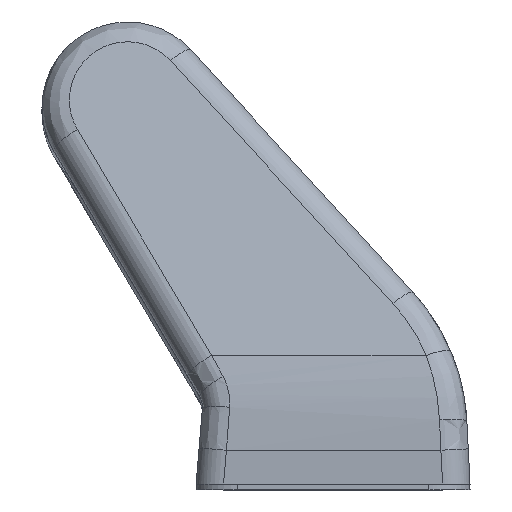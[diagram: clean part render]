
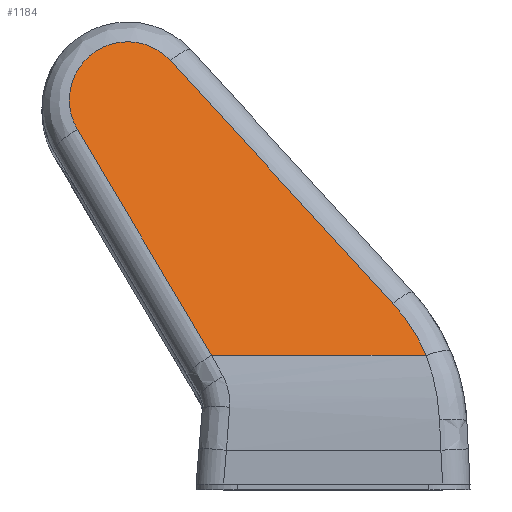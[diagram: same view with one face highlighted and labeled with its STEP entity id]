
A CAD part, top view. The second image highlights one B-rep face of the part: STEP entity #1184.
In plain terms, the highlighted face is planar.
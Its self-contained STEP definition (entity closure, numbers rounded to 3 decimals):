
#971 = EDGE_CURVE ( 'NONE', #972, #973, #3539, .T. ) ;
#972 = VERTEX_POINT ( 'NONE', #3549 ) ;
#973 = VERTEX_POINT ( 'NONE', #3548 ) ;
#979 = ORIENTED_EDGE ( 'NONE', *, *, #980, .T. ) ;
#980 = EDGE_CURVE ( 'NONE', #973, #981, #3525, .T. ) ;
#981 = VERTEX_POINT ( 'NONE', #3521 ) ;
#982 = ORIENTED_EDGE ( 'NONE', *, *, #983, .T. ) ;
#983 = EDGE_CURVE ( 'NONE', #981, #984, #3520, .T. ) ;
#984 = VERTEX_POINT ( 'NONE', #3516 ) ;
#985 = ORIENTED_EDGE ( 'NONE', *, *, #986, .T. ) ;
#986 = EDGE_CURVE ( 'NONE', #984, #987, #3513, .T. ) ;
#987 = VERTEX_POINT ( 'NONE', #3515 ) ;
#988 = ORIENTED_EDGE ( 'NONE', *, *, #1187, .T. ) ;
#1184 = ADVANCED_FACE ( 'NONE', ( #4050 ), #4049, .F. ) ;
#1185 = EDGE_LOOP ( 'NONE', ( #1186, #979, #982, #985, #988 ) ) ;
#1186 = ORIENTED_EDGE ( 'NONE', *, *, #971, .T. ) ;
#1187 = EDGE_CURVE ( 'NONE', #987, #972, #4139, .T. ) ;
#3454 = CARTESIAN_POINT ( 'NONE',  ( -4.144, 26.376, -8.752 ) ) ;
#3455 = CARTESIAN_POINT ( 'NONE',  ( -3.5, 24.141, -10.799 ) ) ;
#3456 = CARTESIAN_POINT ( 'NONE',  ( -2.763, 21.586, -12.428 ) ) ;
#3457 = CARTESIAN_POINT ( 'NONE',  ( -1.957, 18.787, -13.59 ) ) ;
#3513 =( BOUNDED_CURVE ( )  B_SPLINE_CURVE ( 3, ( #3457, #3456, #3455, #3454 ),
 .UNSPECIFIED., .F., .T. ) 
 B_SPLINE_CURVE_WITH_KNOTS ( ( 4, 4 ),
 ( 1.964, 2.312 ),
 .UNSPECIFIED. ) 
 CURVE ( )  GEOMETRIC_REPRESENTATION_ITEM ( )  RATIONAL_B_SPLINE_CURVE ( ( 1., 0.99, 0.99, 1. ) ) 
 REPRESENTATION_ITEM ( '' )  );
#3515 = CARTESIAN_POINT ( 'NONE',  ( -4.144, 26.376, -8.752 ) ) ;
#3516 = CARTESIAN_POINT ( 'NONE',  ( -1.957, 18.787, -13.59 ) ) ;
#3517 = DIRECTION ( 'NONE',  ( 0., 0., -1. ) ) ;
#3518 = VECTOR ( 'NONE', #3517, 1000. ) ;
#3519 = CARTESIAN_POINT ( 'NONE',  ( -1.957, 18.787, -19.269 ) ) ;
#3520 = LINE ( 'NONE', #3519, #3518 ) ;
#3521 = CARTESIAN_POINT ( 'NONE',  ( -1.957, 18.787, 17.721 ) ) ;
#3522 = DIRECTION ( 'NONE',  ( 0.241, -0.835, -0.496 ) ) ;
#3523 = VECTOR ( 'NONE', #3522, 1000. ) ;
#3524 = CARTESIAN_POINT ( 'NONE',  ( -2.59, 20.984, 19.025 ) ) ;
#3525 = LINE ( 'NONE', #3524, #3523 ) ;
#3535 = CARTESIAN_POINT ( 'NONE',  ( -11.465, 51.768, 37.308 ) ) ;
#3536 = CARTESIAN_POINT ( 'NONE',  ( -14.943, 63.832, 44.473 ) ) ;
#3537 = CARTESIAN_POINT ( 'NONE',  ( -17.354, 72.197, 33.208 ) ) ;
#3538 = CARTESIAN_POINT ( 'NONE',  ( -14.371, 61.849, 23.731 ) ) ;
#3539 =( BOUNDED_CURVE ( )  B_SPLINE_CURVE ( 3, ( #3538, #3537, #3536, #3535 ),
 .UNSPECIFIED., .F., .T. ) 
 B_SPLINE_CURVE_WITH_KNOTS ( ( 4, 4 ),
 ( 2.312, 5.248 ),
 .UNSPECIFIED. ) 
 CURVE ( )  GEOMETRIC_REPRESENTATION_ITEM ( )  RATIONAL_B_SPLINE_CURVE ( ( 1., 0.402, 0.402, 1. ) ) 
 REPRESENTATION_ITEM ( '' )  );
#3548 = CARTESIAN_POINT ( 'NONE',  ( -11.465, 51.768, 37.308 ) ) ;
#3549 = CARTESIAN_POINT ( 'NONE',  ( -14.371, 61.849, 23.731 ) ) ;
#4045 = DIRECTION ( 'NONE',  ( 0.277, -0.961, 0. ) ) ;
#4046 = DIRECTION ( 'NONE',  ( -0.961, -0.277, 0. ) ) ;
#4047 = CARTESIAN_POINT ( 'NONE',  ( -16., 67.5, -45. ) ) ;
#4048 = AXIS2_PLACEMENT_3D ( 'NONE', #4047, #4046, #4045 ) ;
#4049 = PLANE ( 'NONE',  #4048 ) ;
#4050 = FACE_OUTER_BOUND ( 'NONE', #1185, .T. ) ;
#4136 = DIRECTION ( 'NONE',  ( -0.208, 0.721, 0.661 ) ) ;
#4137 = VECTOR ( 'NONE', #4136, 1000. ) ;
#4138 = CARTESIAN_POINT ( 'NONE',  ( -14.224, 61.341, 23.266 ) ) ;
#4139 = LINE ( 'NONE', #4138, #4137 ) ;
